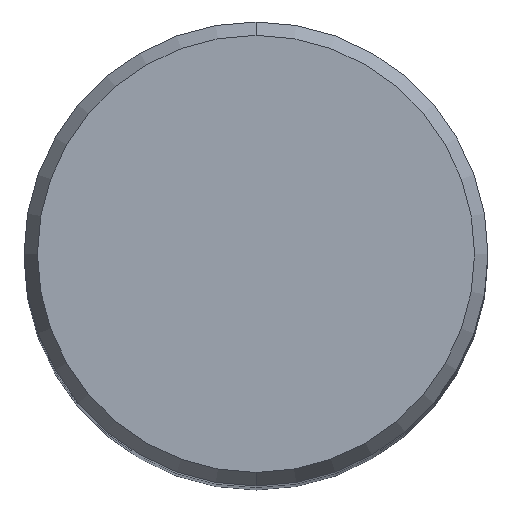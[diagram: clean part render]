
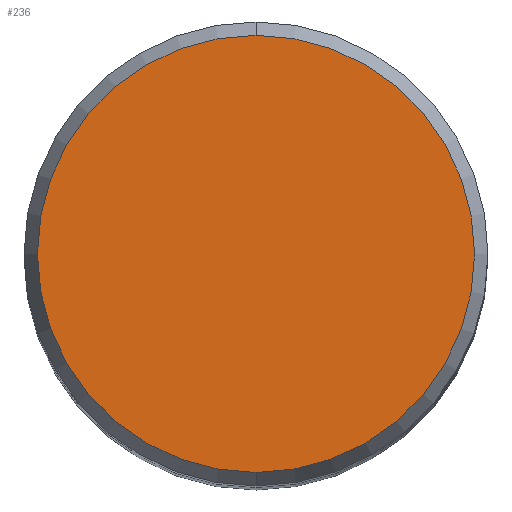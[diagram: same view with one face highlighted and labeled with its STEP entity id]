
A CAD part, top view. The second image highlights one B-rep face of the part: STEP entity #236.
In plain terms, the highlighted planar face has unit normal (0, 0, 1).
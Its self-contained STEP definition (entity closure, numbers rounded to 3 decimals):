
#160=EDGE_CURVE('',#272,#298,#409,.T.);
#236=ADVANCED_FACE('',(#491),#492,.T.);
#272=VERTEX_POINT('',#533);
#298=VERTEX_POINT('',#561);
#356=EDGE_CURVE('',#298,#272,#624,.T.);
#409=CIRCLE('',#682,18.845);
#491=FACE_OUTER_BOUND('',#869,.T.);
#492=PLANE('',#870);
#533=CARTESIAN_POINT('',(0.0,18.845,0.0));
#561=CARTESIAN_POINT('',(0.,-18.845,0.0));
#624=CIRCLE('',#1337,18.845);
#682=AXIS2_PLACEMENT_3D('',#1371,#1372,#1373);
#869=EDGE_LOOP('',(#1456,#1457));
#870=AXIS2_PLACEMENT_3D('',#1458,#1459,#1460);
#1337=AXIS2_PLACEMENT_3D('',#1601,#1602,#1603);
#1371=CARTESIAN_POINT('',(0.0,0.0,0.0));
#1372=DIRECTION('',(0.0,0.0,-1.0));
#1373=DIRECTION('',(0.0,1.0,0.0));
#1456=ORIENTED_EDGE('',*,*,#160,.F.);
#1457=ORIENTED_EDGE('',*,*,#356,.F.);
#1458=CARTESIAN_POINT('',(0.0,9.423,0.0));
#1459=DIRECTION('',(-0.0,0.0,1.0));
#1460=DIRECTION('',(0.0,-1.0,0.0));
#1601=CARTESIAN_POINT('',(0.0,0.0,0.0));
#1602=DIRECTION('',(0.0,0.0,-1.0));
#1603=DIRECTION('',(0.0,1.0,0.0));
